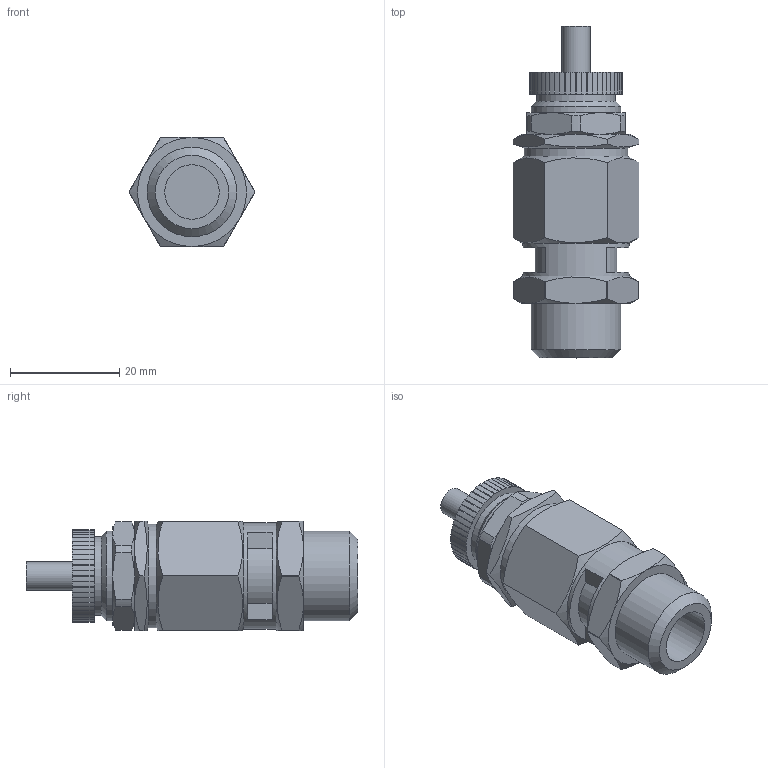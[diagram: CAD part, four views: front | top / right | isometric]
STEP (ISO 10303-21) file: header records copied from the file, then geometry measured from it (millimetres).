
FILE_DESCRIPTION (( 'STEP AP214' ), '1' );
FILE_NAME ('210200022.STEP', '2023-04-04T13:33:55', ( 'Utente' ), ( 'HP Inc.' ), 'SwSTEP 2.0', 'SolidWorks 2022', '' );
FILE_SCHEMA (( 'AUTOMOTIVE_DESIGN' ));
Length unit declared in the file: millimetre
Products named in the file (1): 210200022
Bounding box: 23.09 x 60.9 x 20 mm (x, y, z)
Volume: 10614.7 mm3; surface area: 6566.2 mm2
Topology: 1 solids, 1 shells, 202 faces, 539 edges, 350 vertices
Faces by surface type: cylinder 129, plane 43, cone 30
Full cylindrical faces by diameter (mm): 4.5 x1, 5.2 x2, 10 x1, 12.5 x1, 14.5 x1, 15 x1, 16.42 x2, 19 x1, 19.5 x1
Entity records: 8948 total; most frequent: CARTESIAN_POINT 1638, DIRECTION 1134, ORIENTED_EDGE 1030, EDGE_CURVE 515, AXIS2_PLACEMENT_3D 489, VERTEX_POINT 343, CIRCLE 286, EDGE_LOOP 232
